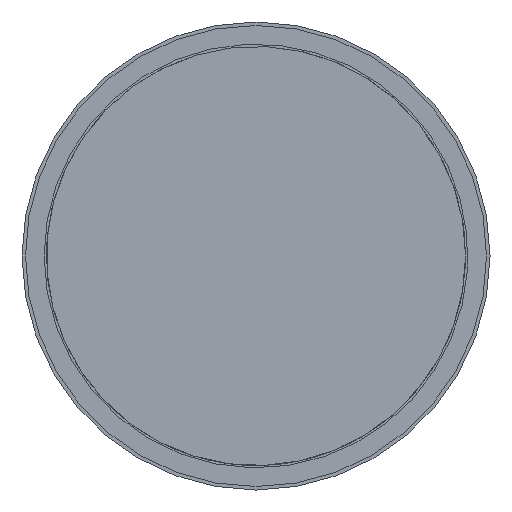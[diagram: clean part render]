
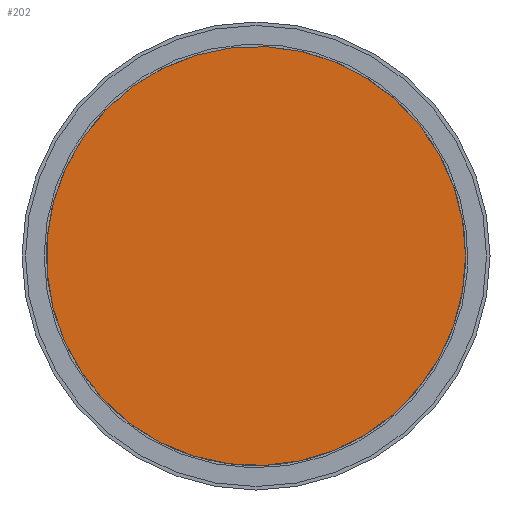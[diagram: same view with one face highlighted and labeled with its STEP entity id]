
A CAD part, front view. The second image highlights one B-rep face of the part: STEP entity #202.
In plain terms, the highlighted planar face has unit normal (0, -1, 0).
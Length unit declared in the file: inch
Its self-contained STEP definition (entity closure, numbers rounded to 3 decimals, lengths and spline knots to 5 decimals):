
#52=FACE_OUTER_BOUND('',#82,.T.);
#82=EDGE_LOOP('',(#162));
#98=CIRCLE('',#241,0.45);
#114=VERTEX_POINT('',#355);
#130=EDGE_CURVE('',#114,#114,#98,.T.);
#162=ORIENTED_EDGE('',*,*,#130,.T.);
#169=PLANE('',#242);
#202=ADVANCED_FACE('',(#52),#169,.T.);
#241=AXIS2_PLACEMENT_3D('',#356,#305,#306);
#242=AXIS2_PLACEMENT_3D('',#357,#307,#308);
#305=DIRECTION('center_axis',(0.,-1.,0.));
#306=DIRECTION('ref_axis',(-1.,0.,0.));
#307=DIRECTION('center_axis',(0.,-1.,0.));
#308=DIRECTION('ref_axis',(-1.,0.,0.));
#355=CARTESIAN_POINT('',(0.45,-0.38,0.));
#356=CARTESIAN_POINT('Origin',(0.,-0.38,0.));
#357=CARTESIAN_POINT('Origin',(0.,-0.38,0.));
